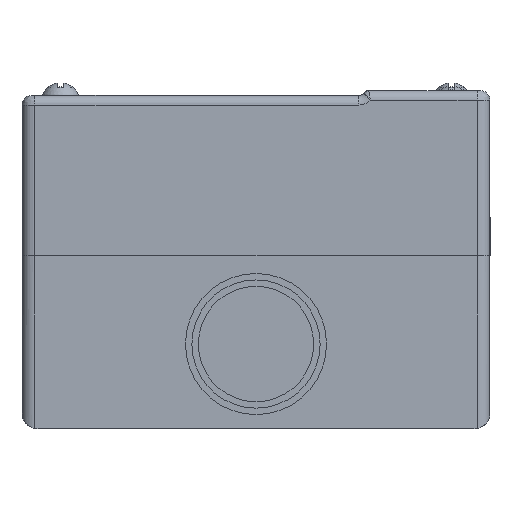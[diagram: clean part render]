
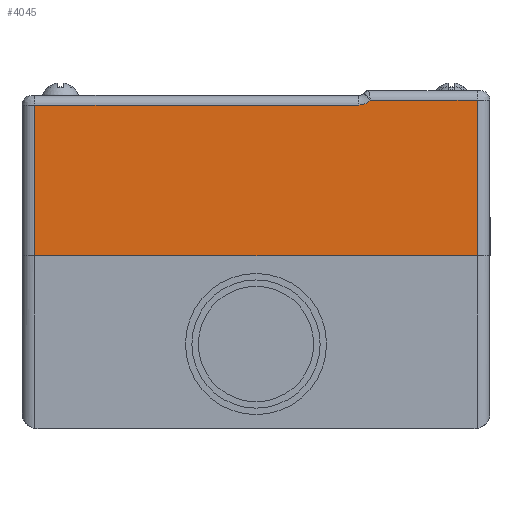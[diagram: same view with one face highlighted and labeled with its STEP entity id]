
A CAD part, front view. The second image highlights one B-rep face of the part: STEP entity #4045.
In plain terms, the highlighted planar face has unit normal (0, -1, 0).
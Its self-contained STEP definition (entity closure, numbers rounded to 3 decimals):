
#351=PLANE('',#4428);
#579=FACE_OUTER_BOUND('',#873,.T.);
#873=EDGE_LOOP('',(#3529,#3530,#3531,#3532,#3533,#3534));
#1147=LINE('',#8175,#1396);
#1153=LINE('',#8231,#1402);
#1160=LINE('',#8251,#1409);
#1161=LINE('',#8255,#1410);
#1162=LINE('',#8256,#1411);
#1396=VECTOR('',#5327,50.532);
#1402=VECTOR('',#5361,16.683);
#1409=VECTOR('',#5382,24.25);
#1410=VECTOR('',#5387,23.5);
#1411=VECTOR('',#5388,69.);
#1606=CIRCLE('',#4403,2.5);
#1946=VERTEX_POINT('',#8069);
#1954=VERTEX_POINT('',#8169);
#1955=VERTEX_POINT('',#8173);
#1964=VERTEX_POINT('',#8226);
#1970=VERTEX_POINT('',#8250);
#1971=VERTEX_POINT('',#8254);
#2487=EDGE_CURVE('',#1954,#1946,#1606,.T.);
#2489=EDGE_CURVE('',#1955,#1954,#1147,.T.);
#2505=EDGE_CURVE('',#1946,#1964,#1153,.T.);
#2515=EDGE_CURVE('',#1964,#1970,#1160,.T.);
#2517=EDGE_CURVE('',#1971,#1955,#1161,.T.);
#2518=EDGE_CURVE('',#1971,#1970,#1162,.T.);
#3529=ORIENTED_EDGE('',*,*,#2505,.F.);
#3530=ORIENTED_EDGE('',*,*,#2487,.F.);
#3531=ORIENTED_EDGE('',*,*,#2489,.F.);
#3532=ORIENTED_EDGE('',*,*,#2517,.F.);
#3533=ORIENTED_EDGE('',*,*,#2518,.T.);
#3534=ORIENTED_EDGE('',*,*,#2515,.F.);
#4045=ADVANCED_FACE('',(#579),#351,.T.);
#4403=AXIS2_PLACEMENT_3D('',#8171,#5321,#5322);
#4428=AXIS2_PLACEMENT_3D('',#8253,#5385,#5386);
#5321=DIRECTION('center_axis',(0.,-1.,0.));
#5322=DIRECTION('ref_axis',(0.433,0.,-0.901));
#5327=DIRECTION('',(1.,0.,0.));
#5361=DIRECTION('',(1.,0.,0.));
#5382=DIRECTION('',(0.,0.,-1.));
#5385=DIRECTION('center_axis',(0.,-1.,0.));
#5386=DIRECTION('ref_axis',(1.,0.,0.));
#5387=DIRECTION('',(0.,0.,1.));
#5388=DIRECTION('',(1.,0.,0.));
#8069=CARTESIAN_POINT('',(17.817,-96.5,24.25));
#8169=CARTESIAN_POINT('',(16.032,-96.5,23.5));
#8171=CARTESIAN_POINT('Origin',(16.032,-96.5,26.));
#8173=CARTESIAN_POINT('',(-34.5,-96.5,23.5));
#8175=CARTESIAN_POINT('',(-18.25,-96.5,23.5));
#8226=CARTESIAN_POINT('',(34.5,-96.5,24.25));
#8231=CARTESIAN_POINT('',(-4.912,-96.5,24.25));
#8250=CARTESIAN_POINT('',(34.5,-96.5,0.));
#8251=CARTESIAN_POINT('',(34.5,-96.5,0.));
#8253=CARTESIAN_POINT('Origin',(-36.5,-96.5,0.));
#8254=CARTESIAN_POINT('',(-34.5,-96.5,0.));
#8255=CARTESIAN_POINT('',(-34.5,-96.5,0.));
#8256=CARTESIAN_POINT('',(-36.5,-96.5,0.));
